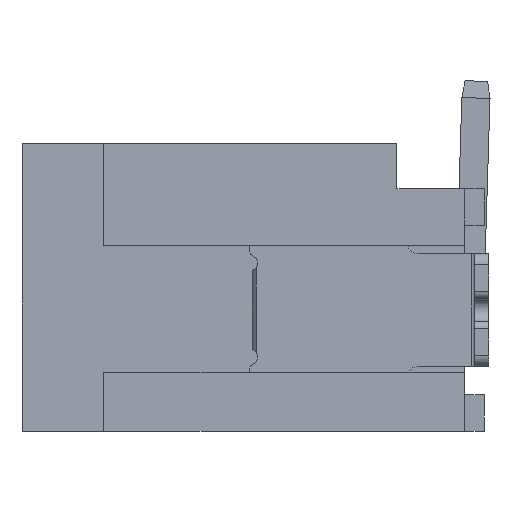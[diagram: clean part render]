
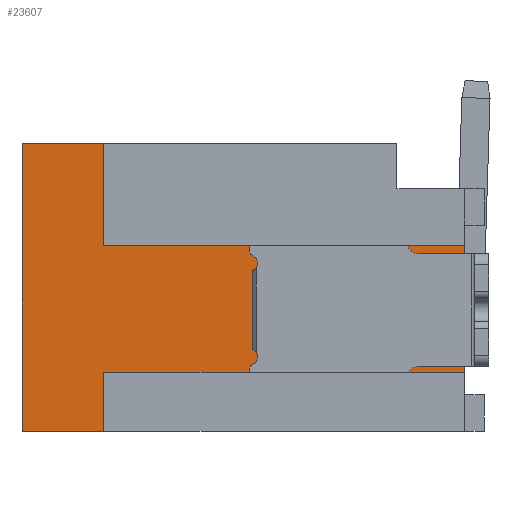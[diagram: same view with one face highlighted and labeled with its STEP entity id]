
A CAD part, left-side view. The second image highlights one B-rep face of the part: STEP entity #23607.
In plain terms, the highlighted planar face has unit normal (-1, 0, 0).
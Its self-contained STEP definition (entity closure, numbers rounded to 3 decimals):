
#160 = FACE_OUTER_BOUND ( 'NONE', #15384, .T. ) ;
#225 = CARTESIAN_POINT ( 'NONE',  ( -7., -1.6, -4.65 ) ) ;
#349 = ORIENTED_EDGE ( 'NONE', *, *, #8983, .T. ) ;
#418 = EDGE_CURVE ( 'NONE', #11440, #10800, #6327, .T. ) ;
#427 = DIRECTION ( 'NONE',  ( 0., 1., 0. ) ) ;
#649 = CARTESIAN_POINT ( 'NONE',  ( -7., -7.85, -1.8 ) ) ;
#1174 = CARTESIAN_POINT ( 'NONE',  ( -7., -1.45, -2.55 ) ) ;
#1434 = VECTOR ( 'NONE', #427, 1000. ) ;
#1722 = ORIENTED_EDGE ( 'NONE', *, *, #13496, .F. ) ;
#1861 = VECTOR ( 'NONE', #9120, 1000. ) ;
#2351 = VECTOR ( 'NONE', #16614, 1000. ) ;
#2459 = DIRECTION ( 'NONE',  ( 0., 0., -1. ) ) ;
#2694 = DIRECTION ( 'NONE',  ( 0., 0.707, -0.707 ) ) ;
#3016 = VERTEX_POINT ( 'NONE', #13547 ) ;
#3566 = CARTESIAN_POINT ( 'NONE',  ( -7., -6.83, -1.8 ) ) ;
#4014 = DIRECTION ( 'NONE',  ( 1., 0., 0. ) ) ;
#4151 = LINE ( 'NONE', #10496, #4292 ) ;
#4179 = CARTESIAN_POINT ( 'NONE',  ( -7., -3.925, -5.1 ) ) ;
#4292 = VECTOR ( 'NONE', #22613, 1000. ) ;
#4500 = ORIENTED_EDGE ( 'NONE', *, *, #23691, .F. ) ;
#4563 = CARTESIAN_POINT ( 'NONE',  ( -7., -4.65, -1.8 ) ) ;
#4642 = ORIENTED_EDGE ( 'NONE', *, *, #10458, .F. ) ;
#4701 = CARTESIAN_POINT ( 'NONE',  ( -7., -4.215, -4.65 ) ) ;
#4785 = ORIENTED_EDGE ( 'NONE', *, *, #11888, .F. ) ;
#4810 = ORIENTED_EDGE ( 'NONE', *, *, #18199, .F. ) ;
#5158 = CARTESIAN_POINT ( 'NONE',  ( -7., 0., -5.1 ) ) ;
#6327 = LINE ( 'NONE', #4179, #11170 ) ;
#6451 = ORIENTED_EDGE ( 'NONE', *, *, #19954, .F. ) ;
#6741 = VECTOR ( 'NONE', #24285, 1000. ) ;
#6935 = DIRECTION ( 'NONE',  ( 0., 0., 1. ) ) ;
#7027 = DIRECTION ( 'NONE',  ( 0., 0., -1. ) ) ;
#7153 = VECTOR ( 'NONE', #17785, 1000. ) ;
#7359 = VECTOR ( 'NONE', #6935, 1000. ) ;
#7652 = ORIENTED_EDGE ( 'NONE', *, *, #14888, .T. ) ;
#8583 = VECTOR ( 'NONE', #20465, 1000. ) ;
#8983 = EDGE_CURVE ( 'NONE', #3016, #22552, #22830, .T. ) ;
#9120 = DIRECTION ( 'NONE',  ( 0., -1., 0. ) ) ;
#9177 = VECTOR ( 'NONE', #7027, 1000. ) ;
#9221 = CARTESIAN_POINT ( 'NONE',  ( -7., 0., 0. ) ) ;
#9227 = EDGE_CURVE ( 'NONE', #3016, #15007, #4151, .T. ) ;
#9286 = CARTESIAN_POINT ( 'NONE',  ( -7., -6.83, -4.65 ) ) ;
#9399 = VECTOR ( 'NONE', #2459, 1000. ) ;
#9968 = CARTESIAN_POINT ( 'NONE',  ( -7., -1.45, -4.8 ) ) ;
#10300 = ORIENTED_EDGE ( 'NONE', *, *, #15611, .F. ) ;
#10397 = ORIENTED_EDGE ( 'NONE', *, *, #13019, .F. ) ;
#10458 = EDGE_CURVE ( 'NONE', #10800, #20366, #10466, .T. ) ;
#10466 = LINE ( 'NONE', #18755, #7359 ) ;
#10496 = CARTESIAN_POINT ( 'NONE',  ( -7., -6.83, -1.525 ) ) ;
#10643 = PLANE ( 'NONE',  #14439 ) ;
#10800 = VERTEX_POINT ( 'NONE', #5158 ) ;
#11170 = VECTOR ( 'NONE', #14333, 1000. ) ;
#11440 = VERTEX_POINT ( 'NONE', #21516 ) ;
#11732 = VERTEX_POINT ( 'NONE', #16649 ) ;
#11888 = EDGE_CURVE ( 'NONE', #11732, #18675, #21606, .T. ) ;
#13019 = EDGE_CURVE ( 'NONE', #25152, #11440, #19799, .T. ) ;
#13156 = LINE ( 'NONE', #225, #23299 ) ;
#13496 = EDGE_CURVE ( 'NONE', #20366, #20278, #15519, .T. ) ;
#13547 = CARTESIAN_POINT ( 'NONE',  ( -7., -6.83, -1.25 ) ) ;
#13578 = CARTESIAN_POINT ( 'NONE',  ( -7., -6.83, -2.55 ) ) ;
#13844 = CARTESIAN_POINT ( 'NONE',  ( -7., -1.45, -1.1 ) ) ;
#14076 = ORIENTED_EDGE ( 'NONE', *, *, #9227, .F. ) ;
#14326 = ORIENTED_EDGE ( 'NONE', *, *, #17981, .F. ) ;
#14333 = DIRECTION ( 'NONE',  ( 0., 1., 0. ) ) ;
#14354 = LINE ( 'NONE', #24694, #6741 ) ;
#14439 = AXIS2_PLACEMENT_3D ( 'NONE', #22619, #4014, #22771 ) ;
#14664 = VERTEX_POINT ( 'NONE', #19516 ) ;
#14802 = CARTESIAN_POINT ( 'NONE',  ( -7., -1.45, -0.9 ) ) ;
#14888 = EDGE_CURVE ( 'NONE', #19754, #15007, #15267, .T. ) ;
#15007 = VERTEX_POINT ( 'NONE', #3566 ) ;
#15196 = CARTESIAN_POINT ( 'NONE',  ( -7., -7.85, -4.05 ) ) ;
#15267 = LINE ( 'NONE', #4563, #25330 ) ;
#15384 = EDGE_LOOP ( 'NONE', ( #4642, #26450, #10397, #4810, #4500, #4785, #10300, #6451, #7652, #14076, #349, #22682, #14326, #1722 ) ) ;
#15519 = LINE ( 'NONE', #25449, #1861 ) ;
#15611 = EDGE_CURVE ( 'NONE', #17342, #11732, #14354, .T. ) ;
#16614 = DIRECTION ( 'NONE',  ( 0., 0., -1. ) ) ;
#16649 = CARTESIAN_POINT ( 'NONE',  ( -7., -6.83, -4.05 ) ) ;
#16853 = LINE ( 'NONE', #14802, #9399 ) ;
#16988 = CARTESIAN_POINT ( 'NONE',  ( -7., -1.45, -1.1 ) ) ;
#17034 = DIRECTION ( 'NONE',  ( 0., 1., 0. ) ) ;
#17342 = VERTEX_POINT ( 'NONE', #15196 ) ;
#17785 = DIRECTION ( 'NONE',  ( 0., -0.707, -0.707 ) ) ;
#17944 = VERTEX_POINT ( 'NONE', #16988 ) ;
#17981 = EDGE_CURVE ( 'NONE', #20278, #17944, #16853, .T. ) ;
#18199 = EDGE_CURVE ( 'NONE', #14664, #25152, #13156, .T. ) ;
#18491 = CARTESIAN_POINT ( 'NONE',  ( -7., -1.45, 0. ) ) ;
#18675 = VERTEX_POINT ( 'NONE', #9286 ) ;
#18755 = CARTESIAN_POINT ( 'NONE',  ( -7., 0., -2.55 ) ) ;
#19061 = LINE ( 'NONE', #4701, #1434 ) ;
#19516 = CARTESIAN_POINT ( 'NONE',  ( -7., -1.6, -4.65 ) ) ;
#19754 = VERTEX_POINT ( 'NONE', #649 ) ;
#19799 = LINE ( 'NONE', #1174, #9177 ) ;
#19954 = EDGE_CURVE ( 'NONE', #19754, #17342, #24770, .T. ) ;
#20278 = VERTEX_POINT ( 'NONE', #18491 ) ;
#20366 = VERTEX_POINT ( 'NONE', #9221 ) ;
#20465 = DIRECTION ( 'NONE',  ( 0., 1., 0. ) ) ;
#21302 = EDGE_CURVE ( 'NONE', #17944, #22552, #26461, .T. ) ;
#21516 = CARTESIAN_POINT ( 'NONE',  ( -7., -1.45, -5.1 ) ) ;
#21606 = LINE ( 'NONE', #13578, #24172 ) ;
#22552 = VERTEX_POINT ( 'NONE', #26591 ) ;
#22613 = DIRECTION ( 'NONE',  ( 0., 0., -1. ) ) ;
#22619 = CARTESIAN_POINT ( 'NONE',  ( -7., -3.925, -2.55 ) ) ;
#22682 = ORIENTED_EDGE ( 'NONE', *, *, #21302, .F. ) ;
#22771 = DIRECTION ( 'NONE',  ( 0., 0., -1. ) ) ;
#22830 = LINE ( 'NONE', #24838, #8583 ) ;
#23032 = CARTESIAN_POINT ( 'NONE',  ( -7., -7.85, -2.55 ) ) ;
#23299 = VECTOR ( 'NONE', #2694, 1000. ) ;
#23607 = ADVANCED_FACE ( 'NONE', ( #160 ), #10643, .F. ) ;
#23691 = EDGE_CURVE ( 'NONE', #18675, #14664, #19061, .T. ) ;
#24172 = VECTOR ( 'NONE', #25911, 1000. ) ;
#24285 = DIRECTION ( 'NONE',  ( 0., 1., 0. ) ) ;
#24694 = CARTESIAN_POINT ( 'NONE',  ( -7., -3.925, -4.05 ) ) ;
#24770 = LINE ( 'NONE', #23032, #2351 ) ;
#24838 = CARTESIAN_POINT ( 'NONE',  ( -7., -4.215, -1.25 ) ) ;
#25152 = VERTEX_POINT ( 'NONE', #9968 ) ;
#25330 = VECTOR ( 'NONE', #17034, 1000. ) ;
#25449 = CARTESIAN_POINT ( 'NONE',  ( -7., -3.325, 0. ) ) ;
#25911 = DIRECTION ( 'NONE',  ( 0., 0., -1. ) ) ;
#26450 = ORIENTED_EDGE ( 'NONE', *, *, #418, .F. ) ;
#26461 = LINE ( 'NONE', #13844, #7153 ) ;
#26591 = CARTESIAN_POINT ( 'NONE',  ( -7., -1.6, -1.25 ) ) ;
